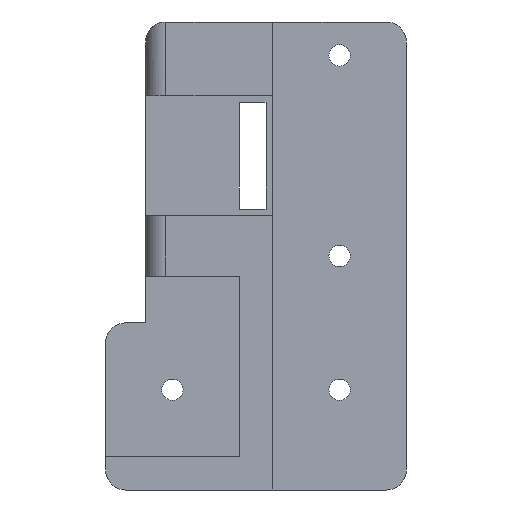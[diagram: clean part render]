
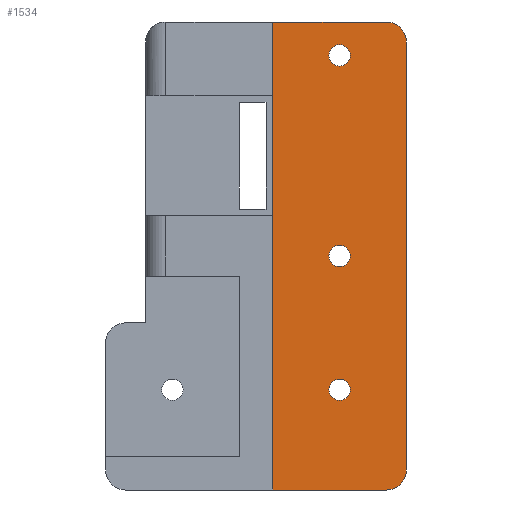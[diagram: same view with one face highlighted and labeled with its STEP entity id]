
A CAD part, left-side view. The second image highlights one B-rep face of the part: STEP entity #1534.
In plain terms, the highlighted planar face has unit normal (-1, 0, 0).
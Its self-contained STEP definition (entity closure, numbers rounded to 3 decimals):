
#573 = VERTEX_POINT('',#574);
#574 = CARTESIAN_POINT('',(0.,20.,65.));
#580 = EDGE_CURVE('',#573,#581,#583,.T.);
#581 = VERTEX_POINT('',#582);
#582 = CARTESIAN_POINT('',(0.,3.,65.));
#583 = LINE('',#584,#585);
#584 = CARTESIAN_POINT('',(0.,39.,65.));
#585 = VECTOR('',#586,1.);
#586 = DIRECTION('',(0.,-1.,0.));
#613 = EDGE_CURVE('',#614,#616,#618,.T.);
#614 = VERTEX_POINT('',#615);
#615 = CARTESIAN_POINT('',(0.,20.,-5.));
#616 = VERTEX_POINT('',#617);
#617 = CARTESIAN_POINT('',(0.,3.,-5.));
#618 = LINE('',#619,#620);
#619 = CARTESIAN_POINT('',(0.,20.,-5.));
#620 = VECTOR('',#621,1.);
#621 = DIRECTION('',(0.,-1.,0.));
#664 = EDGE_CURVE('',#581,#665,#667,.T.);
#665 = VERTEX_POINT('',#666);
#666 = CARTESIAN_POINT('',(0.,0.,62.));
#667 = CIRCLE('',#668,3.);
#668 = AXIS2_PLACEMENT_3D('',#669,#670,#671);
#669 = CARTESIAN_POINT('',(0.,3.,62.));
#670 = DIRECTION('',(1.,0.,0.));
#671 = DIRECTION('',(0.,-1.,0.));
#689 = EDGE_CURVE('',#690,#616,#692,.T.);
#690 = VERTEX_POINT('',#691);
#691 = CARTESIAN_POINT('',(0.,0.,-2.));
#692 = CIRCLE('',#693,3.);
#693 = AXIS2_PLACEMENT_3D('',#694,#695,#696);
#694 = CARTESIAN_POINT('',(0.,3.,-2.));
#695 = DIRECTION('',(1.,0.,0.));
#696 = DIRECTION('',(0.,-1.,0.));
#714 = EDGE_CURVE('',#665,#690,#715,.T.);
#715 = LINE('',#716,#717);
#716 = CARTESIAN_POINT('',(0.,0.,0.));
#717 = VECTOR('',#718,1.);
#718 = DIRECTION('',(0.,0.,-1.));
#1534 = ADVANCED_FACE('',(#1535,#1548,#1559,#1570),#1581,.T.);
#1535 = FACE_BOUND('',#1536,.T.);
#1536 = EDGE_LOOP('',(#1537,#1538,#1539,#1540,#1541,#1542));
#1537 = ORIENTED_EDGE('',*,*,#613,.T.);
#1538 = ORIENTED_EDGE('',*,*,#689,.F.);
#1539 = ORIENTED_EDGE('',*,*,#714,.F.);
#1540 = ORIENTED_EDGE('',*,*,#664,.F.);
#1541 = ORIENTED_EDGE('',*,*,#580,.F.);
#1542 = ORIENTED_EDGE('',*,*,#1543,.F.);
#1543 = EDGE_CURVE('',#614,#573,#1544,.T.);
#1544 = LINE('',#1545,#1546);
#1545 = CARTESIAN_POINT('',(0.,20.,0.));
#1546 = VECTOR('',#1547,1.);
#1547 = DIRECTION('',(0.,0.,1.));
#1548 = FACE_BOUND('',#1549,.T.);
#1549 = EDGE_LOOP('',(#1550));
#1550 = ORIENTED_EDGE('',*,*,#1551,.F.);
#1551 = EDGE_CURVE('',#1552,#1552,#1554,.T.);
#1552 = VERTEX_POINT('',#1553);
#1553 = CARTESIAN_POINT('',(0.,11.6,30.));
#1554 = CIRCLE('',#1555,1.6);
#1555 = AXIS2_PLACEMENT_3D('',#1556,#1557,#1558);
#1556 = CARTESIAN_POINT('',(0.,10.,30.));
#1557 = DIRECTION('',(-1.,0.,0.));
#1558 = DIRECTION('',(0.,1.,0.));
#1559 = FACE_BOUND('',#1560,.T.);
#1560 = EDGE_LOOP('',(#1561));
#1561 = ORIENTED_EDGE('',*,*,#1562,.F.);
#1562 = EDGE_CURVE('',#1563,#1563,#1565,.T.);
#1563 = VERTEX_POINT('',#1564);
#1564 = CARTESIAN_POINT('',(0.,11.6,60.));
#1565 = CIRCLE('',#1566,1.6);
#1566 = AXIS2_PLACEMENT_3D('',#1567,#1568,#1569);
#1567 = CARTESIAN_POINT('',(0.,10.,60.));
#1568 = DIRECTION('',(-1.,0.,0.));
#1569 = DIRECTION('',(0.,1.,0.));
#1570 = FACE_BOUND('',#1571,.T.);
#1571 = EDGE_LOOP('',(#1572));
#1572 = ORIENTED_EDGE('',*,*,#1573,.F.);
#1573 = EDGE_CURVE('',#1574,#1574,#1576,.T.);
#1574 = VERTEX_POINT('',#1575);
#1575 = CARTESIAN_POINT('',(0.,11.6,10.));
#1576 = CIRCLE('',#1577,1.6);
#1577 = AXIS2_PLACEMENT_3D('',#1578,#1579,#1580);
#1578 = CARTESIAN_POINT('',(0.,10.,10.));
#1579 = DIRECTION('',(-1.,0.,0.));
#1580 = DIRECTION('',(0.,1.,0.));
#1581 = PLANE('',#1582);
#1582 = AXIS2_PLACEMENT_3D('',#1583,#1584,#1585);
#1583 = CARTESIAN_POINT('',(0.,10.,30.));
#1584 = DIRECTION('',(-1.,0.,0.));
#1585 = DIRECTION('',(0.,0.,-1.));
